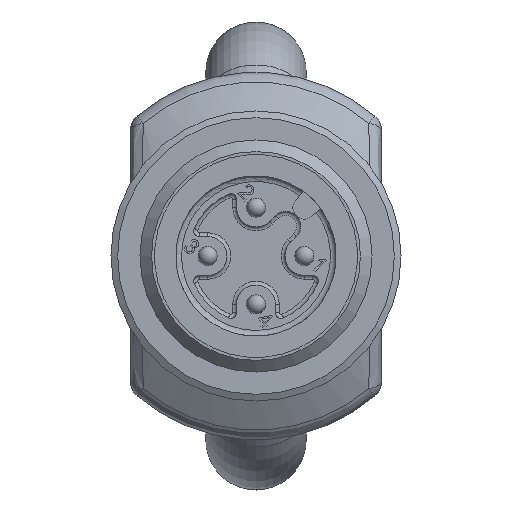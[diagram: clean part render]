
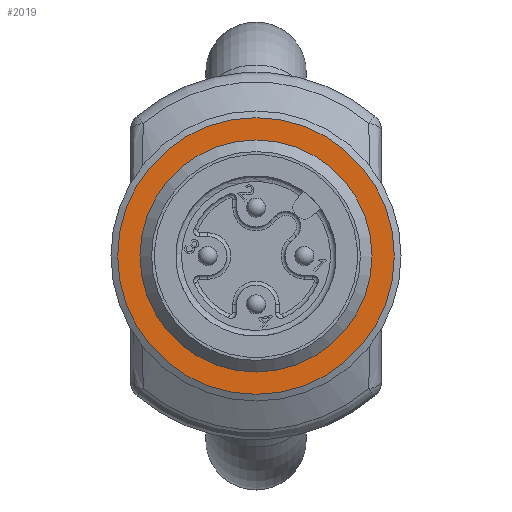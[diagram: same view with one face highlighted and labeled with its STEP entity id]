
A CAD part, left-side view. The second image highlights one B-rep face of the part: STEP entity #2019.
In plain terms, the highlighted planar face has unit normal (-1, 0, 0).
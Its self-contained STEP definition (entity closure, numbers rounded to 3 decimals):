
#1435=PLANE('',#7270);
#2019=ADVANCED_FACE('',(#2343,#2344),#1435,.F.);
#2343=FACE_BOUND('',#2695,.T.);
#2344=FACE_BOUND('',#2696,.T.);
#2695=EDGE_LOOP('',(#4241));
#2696=EDGE_LOOP('',(#4242));
#4241=ORIENTED_EDGE('',*,*,#6108,.F.);
#4242=ORIENTED_EDGE('',*,*,#6107,.T.);
#5246=VERTEX_POINT('',#13844);
#5247=VERTEX_POINT('',#13847);
#6107=EDGE_CURVE('',#5246,#5246,#6642,.T.);
#6108=EDGE_CURVE('',#5247,#5247,#6643,.T.);
#6642=CIRCLE('',#7267,7.154);
#6643=CIRCLE('',#7269,6.);
#7267=AXIS2_PLACEMENT_3D('',#13843,#8825,#8826);
#7269=AXIS2_PLACEMENT_3D('',#13846,#8829,#8830);
#7270=AXIS2_PLACEMENT_3D('',#13848,#8831,#8832);
#8825=DIRECTION('',(-1.,0.,0.));
#8826=DIRECTION('',(0.,-0.866,0.5));
#8829=DIRECTION('',(-1.,0.,0.));
#8830=DIRECTION('',(0.,-0.866,0.5));
#8831=DIRECTION('',(1.,0.,0.));
#8832=DIRECTION('',(0.,0.866,-0.5));
#13843=CARTESIAN_POINT('',(4.9,0.,0.));
#13844=CARTESIAN_POINT('',(4.9,-6.195,3.577));
#13846=CARTESIAN_POINT('',(4.9,0.,0.));
#13847=CARTESIAN_POINT('',(4.9,-5.196,3.));
#13848=CARTESIAN_POINT('',(4.9,3.577,6.195));
